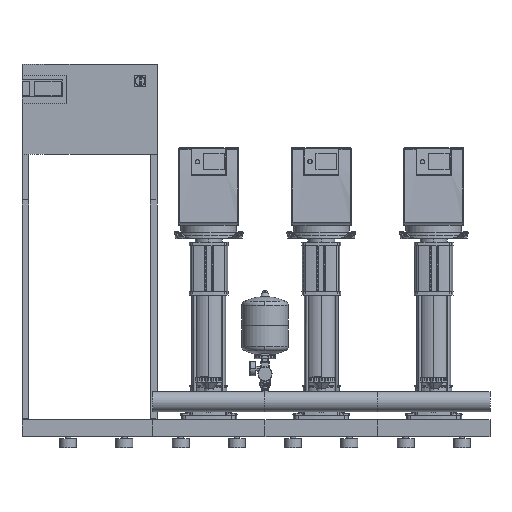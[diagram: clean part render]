
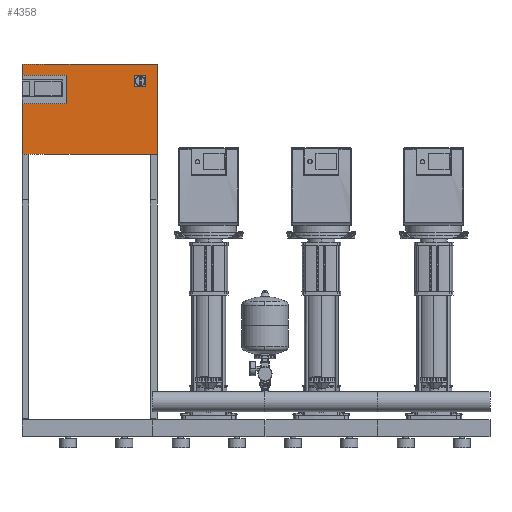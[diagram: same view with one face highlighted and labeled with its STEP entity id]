
A CAD part, front view. The second image highlights one B-rep face of the part: STEP entity #4358.
In plain terms, the highlighted planar face has unit normal (0, -1, 0).
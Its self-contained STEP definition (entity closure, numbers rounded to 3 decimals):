
#4121=CARTESIAN_POINT('',(-380.,-235.,1655.));
#4122=VERTEX_POINT('',#4121);
#4129=CARTESIAN_POINT('',(-580.0,-235.,1655.));
#4130=VERTEX_POINT('',#4129);
#4131=CARTESIAN_POINT('',(-580.0,-235.,1655.));
#4132=DIRECTION('',(1.0,0.0,0.0));
#4133=VECTOR('',#4132,200.);
#4134=LINE('',#4131,#4133);
#4135=EDGE_CURVE('',#4130,#4122,#4134,.T.);
#4152=CARTESIAN_POINT('',(-380.,-235.,1530.));
#4153=VERTEX_POINT('',#4152);
#4160=CARTESIAN_POINT('',(-380.,-235.,1655.));
#4161=DIRECTION('',(0.0,0.0,-1.0));
#4162=VECTOR('',#4161,125.0);
#4163=LINE('',#4160,#4162);
#4164=EDGE_CURVE('',#4122,#4153,#4163,.T.);
#4176=CARTESIAN_POINT('',(-580.0,-235.,1530.));
#4177=VERTEX_POINT('',#4176);
#4184=CARTESIAN_POINT('',(-380.,-235.,1530.));
#4185=DIRECTION('',(-1.0,0.0,0.0));
#4186=VECTOR('',#4185,200.);
#4187=LINE('',#4184,#4186);
#4188=EDGE_CURVE('',#4153,#4177,#4187,.T.);
#4211=CARTESIAN_POINT('',(-580.,-235.0,1705.));
#4212=VERTEX_POINT('',#4211);
#4213=CARTESIAN_POINT('',(-580.0,-235.,1655.));
#4214=DIRECTION('',(0.0,0.0,1.0));
#4215=VECTOR('',#4214,50.0);
#4216=LINE('',#4213,#4215);
#4217=EDGE_CURVE('',#4130,#4212,#4216,.T.);
#4235=CARTESIAN_POINT('',(-580.0,-235.,1305.0));
#4236=VERTEX_POINT('',#4235);
#4243=CARTESIAN_POINT('',(-580.0,-235.,1305.0));
#4244=DIRECTION('',(0.0,0.0,1.0));
#4245=VECTOR('',#4244,225.);
#4246=LINE('',#4243,#4245);
#4247=EDGE_CURVE('',#4236,#4177,#4246,.T.);
#4283=CARTESIAN_POINT('',(20.0,-235.,1305.0));
#4284=VERTEX_POINT('',#4283);
#4291=CARTESIAN_POINT('',(20.0,-235.,1305.0));
#4292=DIRECTION('',(-1.0,0.0,0.0));
#4293=VECTOR('',#4292,600.0);
#4294=LINE('',#4291,#4293);
#4295=EDGE_CURVE('',#4284,#4236,#4294,.T.);
#4331=CARTESIAN_POINT('',(-280.,-235.,1405.));
#4332=DIRECTION('',(0.0,-1.0,0.0));
#4333=DIRECTION('',(1.0,0.0,0.0));
#4334=AXIS2_PLACEMENT_3D('',#4331,#4332,#4333);
#4335=PLANE('',#4334);
#4336=ORIENTED_EDGE('',*,*,#4188,.T.);
#4337=ORIENTED_EDGE('',*,*,#4247,.F.);
#4338=ORIENTED_EDGE('',*,*,#4295,.F.);
#4339=CARTESIAN_POINT('',(20.0,-235.0,1705.));
#4340=VERTEX_POINT('',#4339);
#4341=CARTESIAN_POINT('',(20.0,-235.0,1705.));
#4342=DIRECTION('',(0.0,0.0,-1.0));
#4343=VECTOR('',#4342,400.);
#4344=LINE('',#4341,#4343);
#4345=EDGE_CURVE('',#4340,#4284,#4344,.T.);
#4346=ORIENTED_EDGE('',*,*,#4345,.F.);
#4347=CARTESIAN_POINT('',(-580.,-235.0,1705.));
#4348=DIRECTION('',(1.0,0.0,0.0));
#4349=VECTOR('',#4348,600.);
#4350=LINE('',#4347,#4349);
#4351=EDGE_CURVE('',#4212,#4340,#4350,.T.);
#4352=ORIENTED_EDGE('',*,*,#4351,.F.);
#4353=ORIENTED_EDGE('',*,*,#4217,.F.);
#4354=ORIENTED_EDGE('',*,*,#4135,.T.);
#4355=ORIENTED_EDGE('',*,*,#4164,.T.);
#4356=EDGE_LOOP('',(#4336,#4337,#4338,#4346,#4352,#4353,#4354,#4355));
#4357=FACE_OUTER_BOUND('',#4356,.T.);
#4358=ADVANCED_FACE('',(#4357),#4335,.T.);
